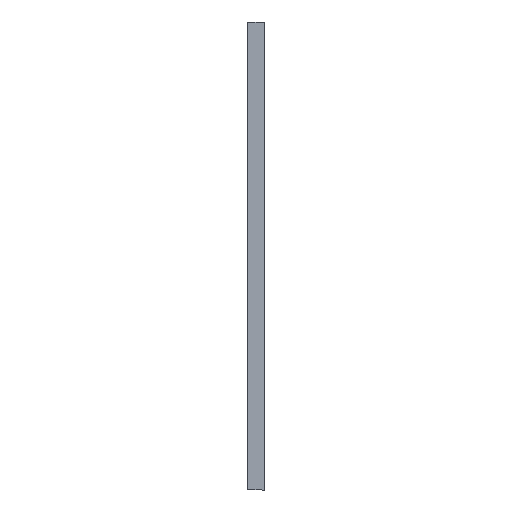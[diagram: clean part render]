
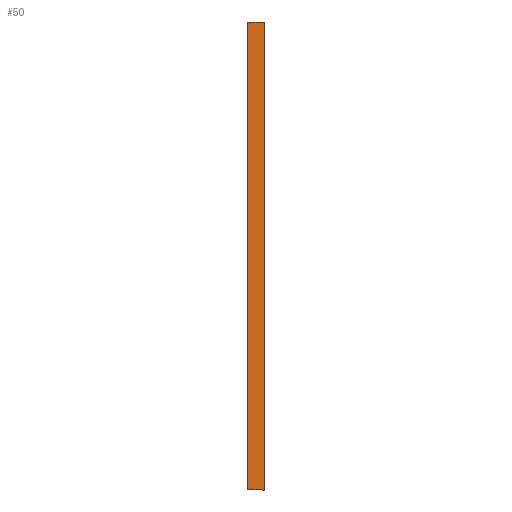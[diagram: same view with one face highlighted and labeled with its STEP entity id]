
A CAD part, left-side view. The second image highlights one B-rep face of the part: STEP entity #50.
In plain terms, the highlighted planar face has unit normal (-1, 0, 0).
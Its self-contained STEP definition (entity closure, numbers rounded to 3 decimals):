
#24 = LINE ( 'NONE', #175, #574 ) ;
#28 = DIRECTION ( 'NONE',  ( 0., 0., 1. ) ) ;
#50 = ADVANCED_FACE ( 'NONE', ( #270 ), #252, .T. ) ;
#64 = ORIENTED_EDGE ( 'NONE', *, *, #220, .F. ) ;
#81 = VERTEX_POINT ( 'NONE', #582 ) ;
#140 = CARTESIAN_POINT ( 'NONE',  ( 0., 2., -1000. ) ) ;
#142 = EDGE_CURVE ( 'NONE', #406, #399, #299, .T. ) ;
#158 = AXIS2_PLACEMENT_3D ( 'NONE', #425, #485, #235 ) ;
#159 = VECTOR ( 'NONE', #335, 1000. ) ;
#160 = CARTESIAN_POINT ( 'NONE',  ( 0., 71.3, -1000. ) ) ;
#175 = CARTESIAN_POINT ( 'NONE',  ( 0., 71.3, 1000. ) ) ;
#186 = CARTESIAN_POINT ( 'NONE',  ( 0., 71.3, 1000. ) ) ;
#209 = EDGE_LOOP ( 'NONE', ( #398, #421, #64, #426 ) ) ;
#220 = EDGE_CURVE ( 'NONE', #81, #399, #321, .T. ) ;
#232 = CARTESIAN_POINT ( 'NONE',  ( 0., 0., -1000. ) ) ;
#235 = DIRECTION ( 'NONE',  ( 0., 0., 1. ) ) ;
#244 = DIRECTION ( 'NONE',  ( 0., 0., -1. ) ) ;
#252 = PLANE ( 'NONE',  #158 ) ;
#270 = FACE_OUTER_BOUND ( 'NONE', #209, .T. ) ;
#299 = LINE ( 'NONE', #232, #159 ) ;
#300 = CARTESIAN_POINT ( 'NONE',  ( 0., 2., -1000. ) ) ;
#321 = LINE ( 'NONE', #300, #327 ) ;
#327 = VECTOR ( 'NONE', #244, 1000. ) ;
#328 = EDGE_CURVE ( 'NONE', #406, #433, #24, .T. ) ;
#335 = DIRECTION ( 'NONE',  ( 0., -1., 0. ) ) ;
#354 = VECTOR ( 'NONE', #468, 1000. ) ;
#363 = LINE ( 'NONE', #459, #354 ) ;
#398 = ORIENTED_EDGE ( 'NONE', *, *, #328, .F. ) ;
#399 = VERTEX_POINT ( 'NONE', #140 ) ;
#406 = VERTEX_POINT ( 'NONE', #160 ) ;
#421 = ORIENTED_EDGE ( 'NONE', *, *, #142, .T. ) ;
#425 = CARTESIAN_POINT ( 'NONE',  ( 0., 0., 1000. ) ) ;
#426 = ORIENTED_EDGE ( 'NONE', *, *, #534, .T. ) ;
#433 = VERTEX_POINT ( 'NONE', #186 ) ;
#459 = CARTESIAN_POINT ( 'NONE',  ( 0., 0., 1000. ) ) ;
#468 = DIRECTION ( 'NONE',  ( 0., 1., 0. ) ) ;
#485 = DIRECTION ( 'NONE',  ( -1., 0., 0. ) ) ;
#534 = EDGE_CURVE ( 'NONE', #81, #433, #363, .T. ) ;
#574 = VECTOR ( 'NONE', #28, 1000. ) ;
#582 = CARTESIAN_POINT ( 'NONE',  ( 0., 2., 1000. ) ) ;
